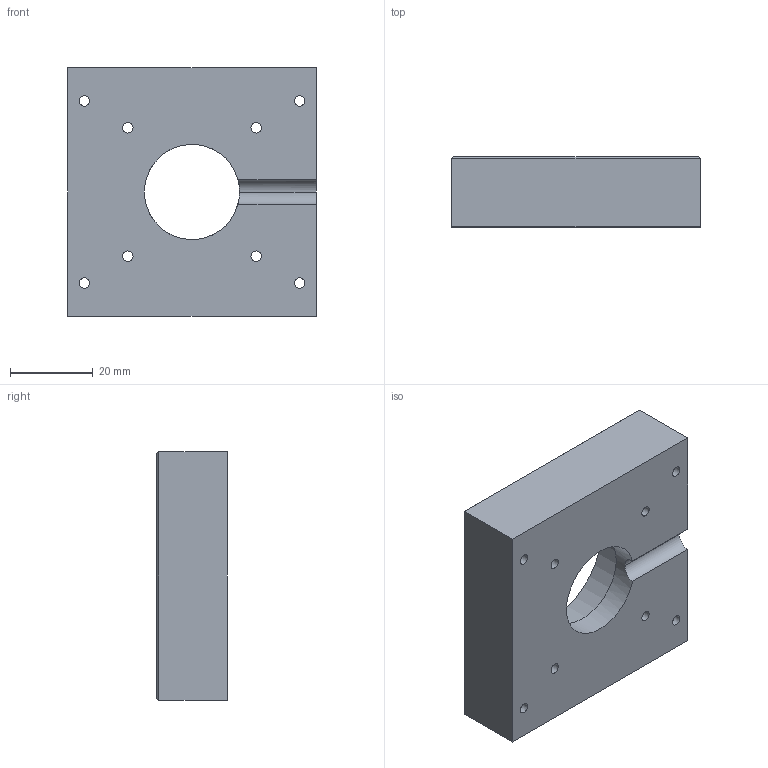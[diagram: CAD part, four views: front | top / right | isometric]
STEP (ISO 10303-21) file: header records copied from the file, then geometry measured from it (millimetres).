
FILE_DESCRIPTION(('FreeCAD Model'),'2;1');
FILE_NAME('Schrittmotorhalterung.step','2021-03-07T13:14:58',( 'Author'),(''),'Open CASCADE STEP processor 7.3','FreeCAD','Unknown' );
FILE_SCHEMA(('AUTOMOTIVE_DESIGN { 1 0 10303 214 1 1 1 1 }'));
Length unit declared in the file: millimetre
Products named in the file (1): Body
Bounding box: 60 x 17 x 60 mm (x, y, z)
Volume: 47022.4 mm3; surface area: 13014.5 mm2
Topology: 1 solids, 1 shells, 31 faces, 75 edges, 46 vertices
Faces by surface type: cylinder 12, plane 11, cone 8
Full cylindrical faces by diameter (mm): 2.5 x8, 23 x1, 35 x1
Entity records: 2101 total; most frequent: CARTESIAN_POINT 486, DIRECTION 312, LINE 165, VECTOR 165, ORIENTED_EDGE 150, PCURVE 150, DEFINITIONAL_REPRESENTATION 150, EDGE_CURVE 75
